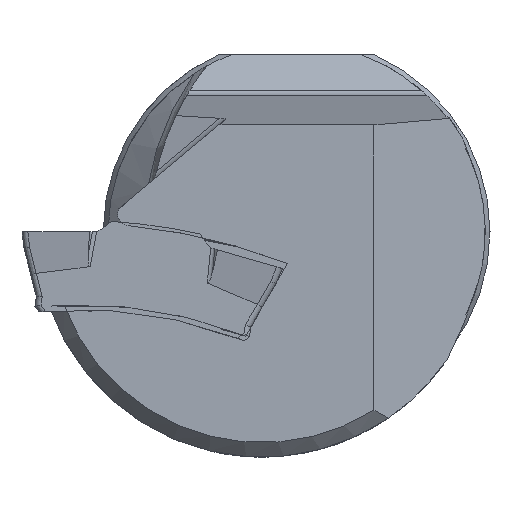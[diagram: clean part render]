
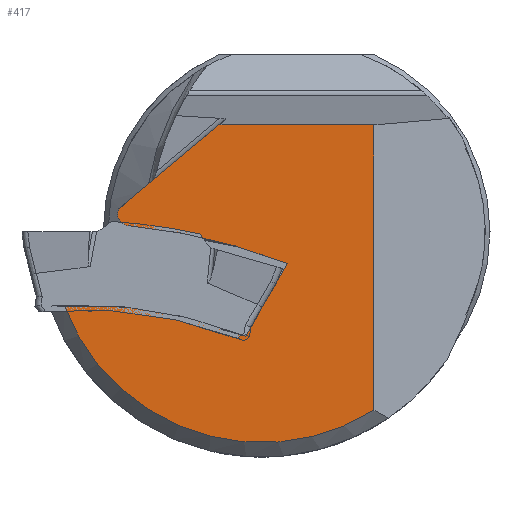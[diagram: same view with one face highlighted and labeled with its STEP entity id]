
A CAD part, left-side view. The second image highlights one B-rep face of the part: STEP entity #417.
In plain terms, the highlighted planar face has unit normal (-1, 0, 0).
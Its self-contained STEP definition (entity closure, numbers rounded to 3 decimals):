
#188=LINE('',#2238,#302);
#189=LINE('',#2245,#303);
#190=LINE('',#2247,#304);
#191=LINE('',#2249,#305);
#302=VECTOR('',#1786,1.);
#303=VECTOR('',#1791,1.);
#304=VECTOR('',#1792,1.);
#305=VECTOR('',#1793,1.);
#417=ADVANCED_FACE('',(#539),#503,.T.);
#503=PLANE('',#1615);
#539=FACE_OUTER_BOUND('',#624,.T.);
#624=EDGE_LOOP('',(#713,#714,#715,#716,#717,#718,#719,#720));
#713=ORIENTED_EDGE('',*,*,#1337,.T.);
#714=ORIENTED_EDGE('',*,*,#1338,.T.);
#715=ORIENTED_EDGE('',*,*,#1339,.F.);
#716=ORIENTED_EDGE('',*,*,#1340,.T.);
#717=ORIENTED_EDGE('',*,*,#1341,.F.);
#718=ORIENTED_EDGE('',*,*,#1342,.F.);
#719=ORIENTED_EDGE('',*,*,#1343,.T.);
#720=ORIENTED_EDGE('',*,*,#1344,.T.);
#1183=VERTEX_POINT('',#2239);
#1184=VERTEX_POINT('',#2240);
#1185=VERTEX_POINT('',#2242);
#1186=VERTEX_POINT('',#2244);
#1187=VERTEX_POINT('',#2246);
#1188=VERTEX_POINT('',#2248);
#1189=VERTEX_POINT('',#2250);
#1190=VERTEX_POINT('',#2252);
#1337=EDGE_CURVE('',#1183,#1184,#188,.T.);
#1338=EDGE_CURVE('',#1184,#1185,#1572,.T.);
#1339=EDGE_CURVE('',#1186,#1185,#1573,.T.);
#1340=EDGE_CURVE('',#1186,#1187,#189,.T.);
#1341=EDGE_CURVE('',#1188,#1187,#190,.T.);
#1342=EDGE_CURVE('',#1189,#1188,#191,.T.);
#1343=EDGE_CURVE('',#1189,#1190,#1574,.T.);
#1344=EDGE_CURVE('',#1190,#1183,#1575,.T.);
#1572=CIRCLE('',#1611,23.);
#1573=CIRCLE('',#1612,10.9);
#1574=CIRCLE('',#1613,0.6);
#1575=CIRCLE('',#1614,30.);
#1611=AXIS2_PLACEMENT_3D('',#2241,#1787,#1788);
#1612=AXIS2_PLACEMENT_3D('',#2243,#1789,#1790);
#1613=AXIS2_PLACEMENT_3D('',#2251,#1794,#1795);
#1614=AXIS2_PLACEMENT_3D('',#2253,#1796,#1797);
#1615=AXIS2_PLACEMENT_3D('',#2254,#1798,#1799);
#1786=DIRECTION('',(0.,0.5,-0.866));
#1787=DIRECTION('',(-1.,0.,0.));
#1788=DIRECTION('',(0.,0.,1.));
#1789=DIRECTION('',(1.,0.,0.));
#1790=DIRECTION('',(0.,0.,1.));
#1791=DIRECTION('',(0.,0.,1.));
#1792=DIRECTION('',(0.,-1.,0.));
#1793=DIRECTION('',(0.,-0.766,0.643));
#1794=DIRECTION('',(-1.,0.,0.));
#1795=DIRECTION('',(0.,0.,1.));
#1796=DIRECTION('',(1.,0.,0.));
#1797=DIRECTION('',(0.,0.,1.));
#1798=DIRECTION('',(-1.,0.,0.));
#1799=DIRECTION('',(0.,0.,1.));
#2238=CARTESIAN_POINT('',(0.3,-0.357,-0.206));
#2239=CARTESIAN_POINT('',(0.3,0.474,-1.646));
#2240=CARTESIAN_POINT('',(0.3,2.637,-5.391));
#2241=CARTESIAN_POINT('',(0.3,11.097,-26.779));
#2242=CARTESIAN_POINT('',(0.3,12.017,-3.797));
#2243=CARTESIAN_POINT('',(0.3,1.8,0.));
#2244=CARTESIAN_POINT('',(0.3,-4.,-9.229));
#2245=CARTESIAN_POINT('',(0.3,-4.,-233.325));
#2246=CARTESIAN_POINT('',(0.3,-4.,5.526));
#2247=CARTESIAN_POINT('',(0.3,0.,5.526));
#2248=CARTESIAN_POINT('',(0.3,4.014,5.526));
#2249=CARTESIAN_POINT('',(0.3,4.38,5.219));
#2250=CARTESIAN_POINT('',(0.3,9.189,1.184));
#2251=CARTESIAN_POINT('',(0.3,8.651,0.917));
#2252=CARTESIAN_POINT('',(0.3,8.707,0.32));
#2253=CARTESIAN_POINT('',(0.3,11.486,-29.551));
#2254=CARTESIAN_POINT('',(0.3,0.,0.));
